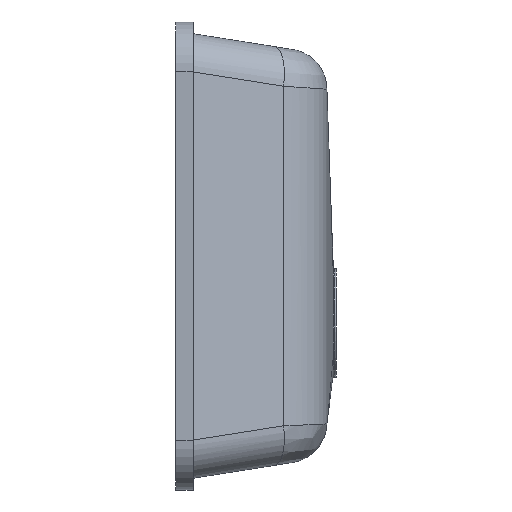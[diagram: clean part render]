
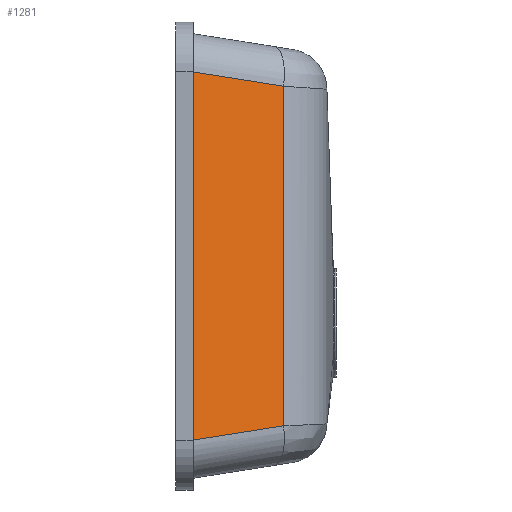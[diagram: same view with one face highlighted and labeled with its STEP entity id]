
A CAD part, left-side view. The second image highlights one B-rep face of the part: STEP entity #1281.
In plain terms, the highlighted planar face has unit normal (-0.922, -0.388, 0).
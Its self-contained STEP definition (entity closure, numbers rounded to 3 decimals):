
#63 = ORIENTED_EDGE ( 'NONE', *, *, #2420, .F. ) ;
#82 = DIRECTION ( 'NONE',  ( 0., 0., 1. ) ) ;
#218 = EDGE_CURVE ( 'NONE', #5856, #2509, #5335, .T. ) ;
#402 = ORIENTED_EDGE ( 'NONE', *, *, #3783, .T. ) ;
#424 = VECTOR ( 'NONE', #82, 1000. ) ;
#457 = PLANE ( 'NONE',  #2889 ) ;
#512 = DIRECTION ( 'NONE',  ( 0., 0., 1. ) ) ;
#772 = CARTESIAN_POINT ( 'NONE',  ( -264.057, -13., -137.637 ) ) ;
#1063 = VERTEX_POINT ( 'NONE', #5130 ) ;
#1281 = ADVANCED_FACE ( 'NONE', ( #3370 ), #457, .T. ) ;
#1436 = DIRECTION ( 'NONE',  ( -0.384, 0.912, 0.144 ) ) ;
#1570 = LINE ( 'NONE', #5401, #3519 ) ;
#1656 = VECTOR ( 'NONE', #512, 1000. ) ;
#1767 = CARTESIAN_POINT ( 'NONE',  ( -235.608, -80.567, 126.968 ) ) ;
#1851 = VERTEX_POINT ( 'NONE', #772 ) ;
#1967 = CARTESIAN_POINT ( 'NONE',  ( -266.589, -6.985, 150. ) ) ;
#2386 = DIRECTION ( 'NONE',  ( 0., 0., -1. ) ) ;
#2410 = CARTESIAN_POINT ( 'NONE',  ( -235.608, -80.567, 150. ) ) ;
#2420 = EDGE_CURVE ( 'NONE', #1851, #2509, #4468, .T. ) ;
#2509 = VERTEX_POINT ( 'NONE', #5881 ) ;
#2807 = ORIENTED_EDGE ( 'NONE', *, *, #218, .T. ) ;
#2829 = DIRECTION ( 'NONE',  ( -0.922, -0.388, 0. ) ) ;
#2889 = AXIS2_PLACEMENT_3D ( 'NONE', #1967, #2829, #2386 ) ;
#2981 = ORIENTED_EDGE ( 'NONE', *, *, #6163, .T. ) ;
#3370 = FACE_OUTER_BOUND ( 'NONE', #5159, .T. ) ;
#3519 = VECTOR ( 'NONE', #5971, 1000. ) ;
#3555 = CARTESIAN_POINT ( 'NONE',  ( -264.057, -13., 150. ) ) ;
#3783 = EDGE_CURVE ( 'NONE', #1063, #5856, #6232, .T. ) ;
#4468 = LINE ( 'NONE', #3555, #424 ) ;
#5130 = CARTESIAN_POINT ( 'NONE',  ( -235.608, -80.567, -126.968 ) ) ;
#5159 = EDGE_LOOP ( 'NONE', ( #63, #2981, #402, #2807 ) ) ;
#5303 = CARTESIAN_POINT ( 'NONE',  ( -193.488, -180.601, 111.174 ) ) ;
#5335 = LINE ( 'NONE', #5303, #6019 ) ;
#5401 = CARTESIAN_POINT ( 'NONE',  ( -250.631, -44.887, -132.602 ) ) ;
#5856 = VERTEX_POINT ( 'NONE', #1767 ) ;
#5881 = CARTESIAN_POINT ( 'NONE',  ( -264.057, -13., 137.637 ) ) ;
#5971 = DIRECTION ( 'NONE',  ( 0.384, -0.912, 0.144 ) ) ;
#6019 = VECTOR ( 'NONE', #1436, 1000. ) ;
#6163 = EDGE_CURVE ( 'NONE', #1851, #1063, #1570, .T. ) ;
#6232 = LINE ( 'NONE', #2410, #1656 ) ;
